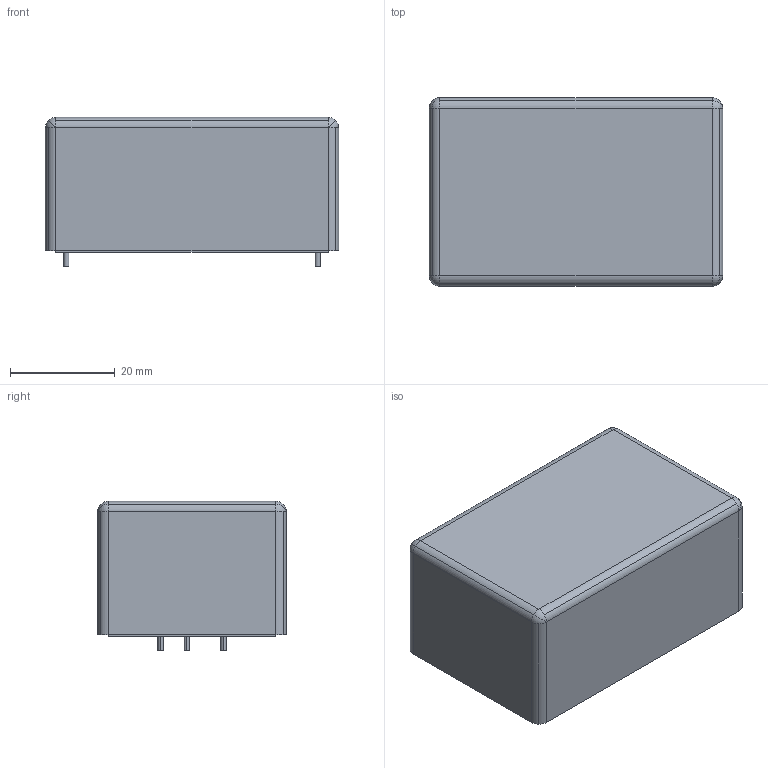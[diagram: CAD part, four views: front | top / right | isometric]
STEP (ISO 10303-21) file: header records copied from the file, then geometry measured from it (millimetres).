
FILE_DESCRIPTION(('STEP AP214'),'1');
FILE_NAME('VTX-214-010-1xx.stp','2017-02-17T23:19:05',(''),(''),'Spatial InterOp 3D',' ',' ');
FILE_SCHEMA(('automotive_design'));
Length unit declared in the file: inch
Products named in the file (6): Part_70; Part_285; Part_319; Part_321; Part_447; Part_7324
Bounding box: 56 x 36 x 28.5 mm (x, y, z)
Volume: 52841.3 mm3; surface area: 12012.8 mm2
Topology: 6 solids, 6 shells, 52 faces, 108 edges, 60 vertices
Faces by surface type: cylinder 24, plane 20, sphere 8
Entity records: 1871 total; most frequent: DIRECTION 268, CARTESIAN_POINT 218, ORIENTED_EDGE 200, AXIS2_PLACEMENT_3D 110, EDGE_CURVE 100, VERTEX_POINT 60, STYLED_ITEM 58, PRESENTATION_STYLE_ASSIGNMENT 58
